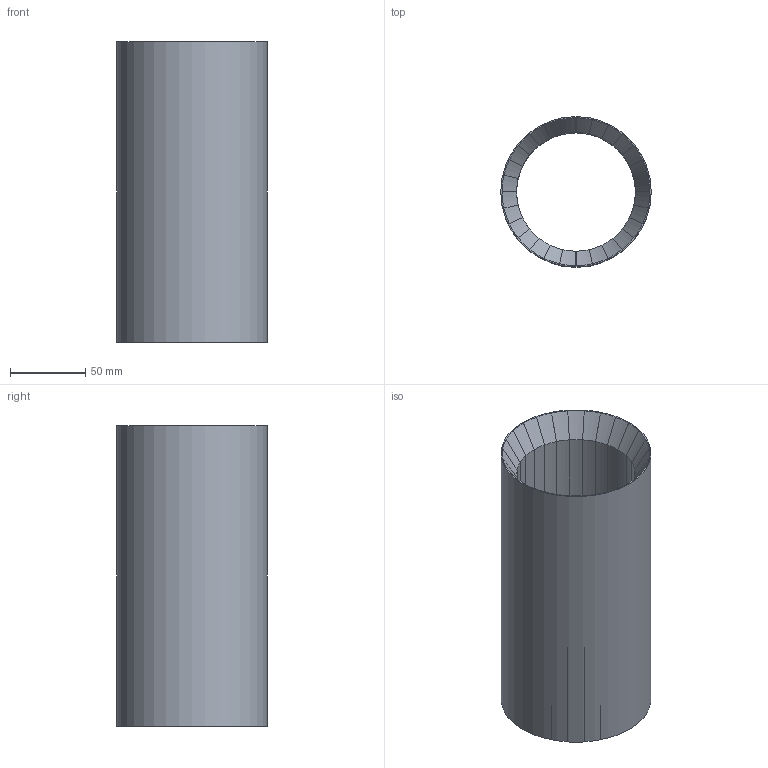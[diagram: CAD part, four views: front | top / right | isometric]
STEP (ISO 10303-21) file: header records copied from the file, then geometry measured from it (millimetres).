
FILE_DESCRIPTION(/* description */ ('','CAx-IF Rec.Pracs.---Representation and Presentation of Product Manufacturing Information (PMI)---4.0---2014-10-13'),/* implementation_level */ '2;1');
FILE_NAME(/* name */ 'OpenModularrocket_v1.0.step',/* time_stamp */ '2025-03-21T15:56:58-04:00',/* author */ (''),/* organization */ (''),/* preprocessor_version */ 'ST-DEVELOPER v20',/* originating_system */ 'Autodesk Translation Framework v13.20.0.188',/* authorisation */ '');
FILE_SCHEMA (('AP242_MANAGED_MODEL_BASED_3D_ENGINEERING_MIM_LF { 1 0 10303 442 1 1 4 }'));
Length unit declared in the file: millimetre
Products named in the file (2): OpenModularrocket_v1.0; Body B
Assembly tree (1 placements, depth 2):
  OpenModularrocket_v1.0
    Body B
Bounding box: 100 x 100 x 200 mm (x, y, z)
Volume: 563940.5 mm3; surface area: 223466.5 mm2
Topology: 1 solids, 1 shells, 561 faces, 1677 edges, 1118 vertices
Faces by surface type: cylinder 219, bspline 207, plane 107, cone 28
Full cylindrical faces by diameter (mm): 100 x1
Entity records: 23228 total; most frequent: CARTESIAN_POINT 10410, ORIENTED_EDGE 3354, EDGE_CURVE 1677, DIRECTION 1601, VERTEX_POINT 1118, B_SPLINE_CURVE_WITH_KNOTS 828, LINE 699, VECTOR 699
